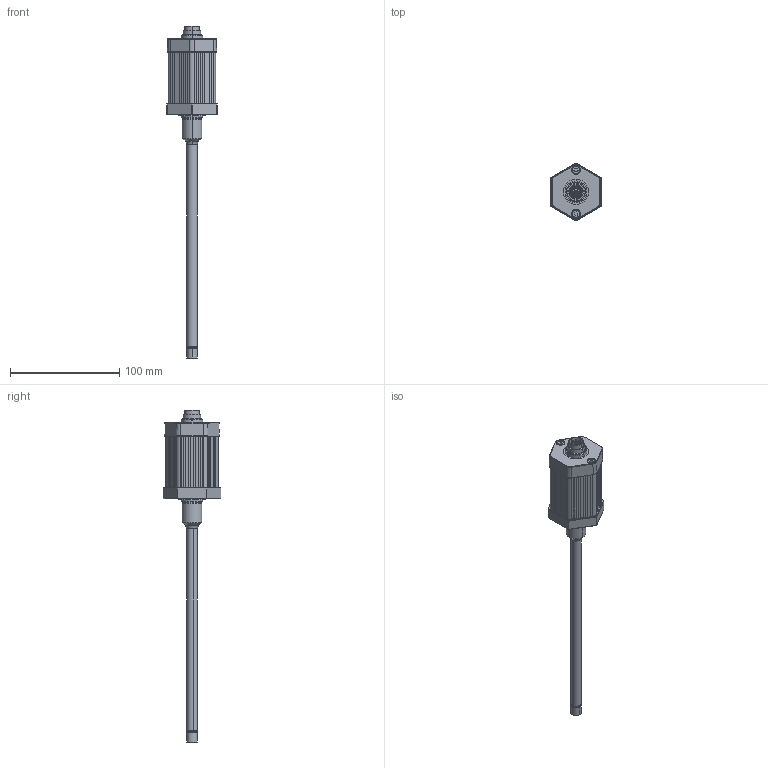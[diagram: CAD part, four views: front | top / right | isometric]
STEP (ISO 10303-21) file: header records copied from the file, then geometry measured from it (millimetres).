
FILE_DESCRIPTION (( 'STEP AP214' ), '1' );
FILE_NAME ('TH1-0100-108-___-101.STEP', '2014-07-11T06:48:20', ( 'dummy' ), ( 'Microsoft' ), 'SwSTEP 2.0', 'SolidWorks 2013', '' );
FILE_SCHEMA (( 'AUTOMOTIVE_DESIGN' ));
Length unit declared in the file: millimetre
Products named in the file (1): TH1-0100-108-___-101
Bounding box: 46 x 52.96 x 303.5 mm (x, y, z)
Surface area: 26253.9 mm2 (no closed solid volume)
Topology: 0 solids, 58 shells, 545 faces, 2896 edges, 2363 vertices
Faces by surface type: plane 301, cylinder 110, torus 58, cone 30, bspline 24, sphere 22
Entity records: 39465 total; most frequent: CARTESIAN_POINT 13135, ORIENTED_EDGE 3636, DIRECTION 3567, EDGE_CURVE 2861, VERTEX_POINT 2346, LINE 1621, VECTOR 1621, AXIS2_PLACEMENT_3D 973
